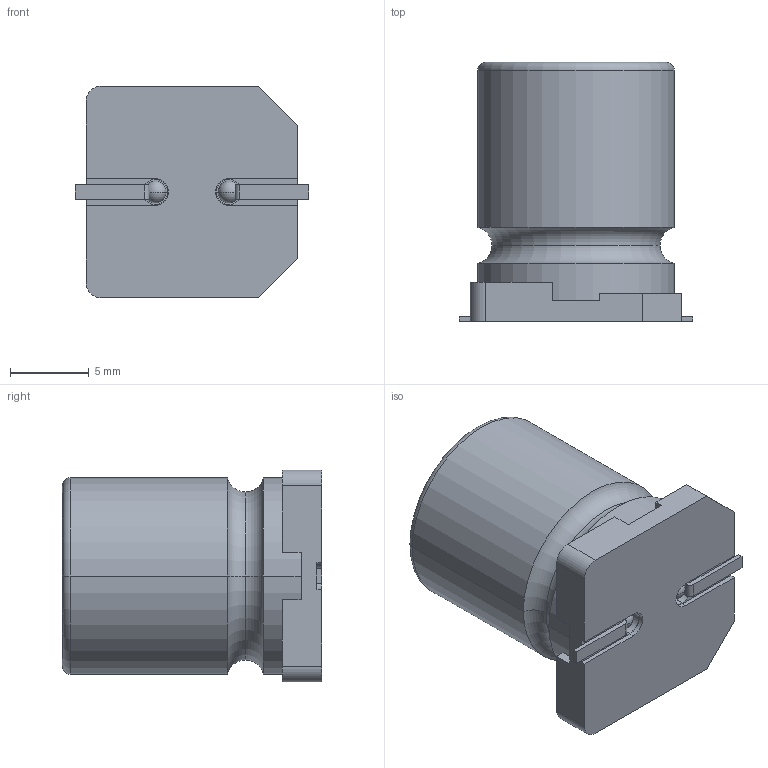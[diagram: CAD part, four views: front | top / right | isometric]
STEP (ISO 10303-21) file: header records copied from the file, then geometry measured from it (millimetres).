
FILE_DESCRIPTION (( 'STEP AP214' ), '1' );
FILE_NAME ('昗弨昳兂12.5 SIZE CODE H16.stp', '2018-07-22T23:45:33', ( '' ), ( '' ), 'SwSTEP 2.0', 'SolidWorks 2015', '' );
FILE_SCHEMA (( 'AUTOMOTIVE_DESIGN' ));
Length unit declared in the file: millimetre
Products named in the file (4): 標準SIZE CODE H16-001; 標準SIZE CODE H16-003; 標準SIZE CODE H16-002; 昗弨昳兂12.5 SIZE CODE H16
Assembly tree (4 placements, depth 2):
  昗弨昳兂12.5 SIZE CODE H16
    標準SIZE CODE H16-001
    標準SIZE CODE H16-002
    標準SIZE CODE H16-003  x2
Bounding box: 14.9 x 16.5 x 13.5 mm (x, y, z)
Volume: 2070.2 mm3; surface area: 1378.3 mm2
Topology: 4 solids, 4 shells, 85 faces, 220 edges, 140 vertices
Faces by surface type: plane 53, cylinder 22, torus 6, sphere 4
Entity records: 2302 total; most frequent: DIRECTION 391, CARTESIAN_POINT 372, ORIENTED_EDGE 358, EDGE_CURVE 179, AXIS2_PLACEMENT_3D 135, VECTOR 121, LINE 121, VERTEX_POINT 116
